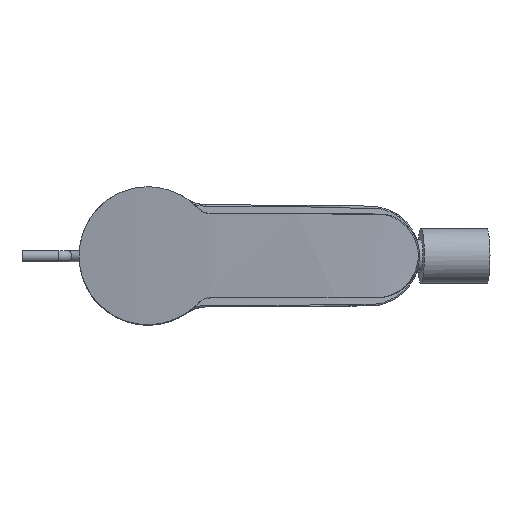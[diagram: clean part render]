
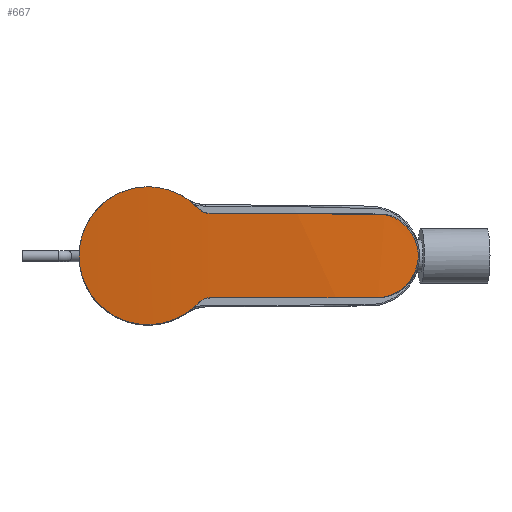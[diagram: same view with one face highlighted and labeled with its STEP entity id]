
A CAD part, top view. The second image highlights one B-rep face of the part: STEP entity #667.
In plain terms, the highlighted free-form (B-spline) face has degree [3, 1] with [4, 2] control points.
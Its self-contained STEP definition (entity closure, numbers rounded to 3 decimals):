
#258=ORIENTED_EDGE('',*,*,#350,.T.);
#259=ORIENTED_EDGE('',*,*,#343,.T.);
#260=ORIENTED_EDGE('',*,*,#335,.T.);
#261=ORIENTED_EDGE('',*,*,#347,.F.);
#335=EDGE_CURVE('',#406,#405,#465,.T.);
#343=EDGE_CURVE('',#411,#406,#472,.T.);
#347=EDGE_CURVE('',#413,#405,#476,.T.);
#350=EDGE_CURVE('',#413,#411,#479,.T.);
#405=VERTEX_POINT('',#2627);
#406=VERTEX_POINT('',#2660);
#411=VERTEX_POINT('',#2794);
#413=VERTEX_POINT('',#2820);
#465=B_SPLINE_CURVE_WITH_KNOTS('',3,(#2628,#2629,#2630,#2631,#2632,#2633,
#2634,#2635,#2636,#2637,#2638,#2639,#2640,#2641,#2642,#2643,#2644,#2645,
#2646,#2647,#2648,#2649,#2650,#2651,#2652,#2653,#2654,#2655,#2656,#2657,
#2658,#2659),.UNSPECIFIED.,.F.,.F.,(4,1,1,1,1,1,1,1,1,1,1,1,1,1,1,1,1,1,
1,1,1,1,1,1,1,1,1,1,1,4),(0.,0.007,0.011,0.015,
0.019,0.022,0.026,0.03,
0.034,0.037,0.041,0.045,
0.049,0.052,0.056,0.06,
0.063,0.067,0.071,0.075,
0.078,0.082,0.086,0.09,
0.097,0.101,0.105,0.108,
0.112,0.12),.UNSPECIFIED.);
#472=B_SPLINE_CURVE_WITH_KNOTS('',3,(#2790,#2791,#2792,#2793),
 .UNSPECIFIED.,.F.,.F.,(4,4),(0.,0.005),.UNSPECIFIED.);
#476=B_SPLINE_CURVE_WITH_KNOTS('',3,(#2822,#2823,#2824,#2825),
 .UNSPECIFIED.,.F.,.F.,(4,4),(0.,0.005),.UNSPECIFIED.);
#479=B_SPLINE_CURVE_WITH_KNOTS('',3,(#2986,#2987,#2988,#2989,#2990,#2991,
#2992,#2993,#2994,#2995,#2996,#2997,#2998,#2999,#3000,#3001,#3002,#3003,
#3004,#3005,#3006,#3007,#3008,#3009,#3010,#3011,#3012,#3013,#3014,#3015,
#3016,#3017,#3018,#3019),.UNSPECIFIED.,.F.,.F.,(4,1,1,1,1,1,1,1,1,1,1,1,
1,1,1,1,1,1,1,1,1,1,1,1,1,1,1,1,1,1,1,4),(0.,0.011,0.021,
0.032,0.037,0.042,0.047,
0.053,0.058,0.061,0.063,
0.066,0.069,0.074,0.079,
0.084,0.09,0.095,0.098,
0.1,0.103,0.105,0.108,
0.111,0.116,0.121,0.127,
0.132,0.137,0.148,0.158,
0.169),.UNSPECIFIED.);
#544=EDGE_LOOP('',(#258,#259,#260,#261));
#609=FACE_BOUND('',#544,.T.);
#620=B_SPLINE_SURFACE_WITH_KNOTS('',3,1,((#3020,#3021),(#3022,#3023),(#3024,
#3025),(#3026,#3027)),.SURF_OF_LINEAR_EXTRUSION.,.F.,.F.,.F.,(4,4),(2,2),
(0.072,0.995),(0.,1.),.PIECEWISE_BEZIER_KNOTS.);
#667=ADVANCED_FACE('',(#609),#620,.T.);
#2627=CARTESIAN_POINT('',(18.197,-17.155,137.15));
#2628=CARTESIAN_POINT('',(18.197,17.155,137.15));
#2629=CARTESIAN_POINT('',(16.471,18.988,136.923));
#2630=CARTESIAN_POINT('',(13.525,21.262,136.526));
#2631=CARTESIAN_POINT('',(8.982,23.399,135.88));
#2632=CARTESIAN_POINT('',(5.452,24.474,135.363));
#2633=CARTESIAN_POINT('',(1.729,25.034,134.8));
#2634=CARTESIAN_POINT('',(-1.948,25.014,134.227));
#2635=CARTESIAN_POINT('',(-5.64,24.428,133.636));
#2636=CARTESIAN_POINT('',(-9.18,23.314,133.055));
#2637=CARTESIAN_POINT('',(-12.53,21.708,132.495));
#2638=CARTESIAN_POINT('',(-15.634,19.612,131.965));
#2639=CARTESIAN_POINT('',(-18.35,17.113,131.496));
#2640=CARTESIAN_POINT('',(-20.7,14.145,131.085));
#2641=CARTESIAN_POINT('',(-22.549,10.926,130.759));
#2642=CARTESIAN_POINT('',(-23.942,7.397,130.513));
#2643=CARTESIAN_POINT('',(-24.791,3.763,130.362));
#2644=CARTESIAN_POINT('',(-25.093,-0.002,130.308));
#2645=CARTESIAN_POINT('',(-24.792,-3.758,130.362));
#2646=CARTESIAN_POINT('',(-23.94,-7.405,130.513));
#2647=CARTESIAN_POINT('',(-22.549,-10.924,130.759));
#2648=CARTESIAN_POINT('',(-20.697,-14.151,131.086));
#2649=CARTESIAN_POINT('',(-18.347,-17.115,131.496));
#2650=CARTESIAN_POINT('',(-15.633,-19.615,131.966));
#2651=CARTESIAN_POINT('',(-12.513,-21.717,132.497));
#2652=CARTESIAN_POINT('',(-8.064,-23.85,133.242));
#2653=CARTESIAN_POINT('',(-3.177,-25.009,134.035));
#2654=CARTESIAN_POINT('',(1.749,-25.033,134.803));
#2655=CARTESIAN_POINT('',(5.463,-24.471,135.364));
#2656=CARTESIAN_POINT('',(8.997,-23.394,135.882));
#2657=CARTESIAN_POINT('',(13.544,-21.249,136.528));
#2658=CARTESIAN_POINT('',(16.47,-18.989,136.923));
#2659=CARTESIAN_POINT('',(18.197,-17.155,137.15));
#2660=CARTESIAN_POINT('',(18.197,17.155,137.15));
#2790=CARTESIAN_POINT('',(22.559,15.268,137.71));
#2791=CARTESIAN_POINT('',(20.919,15.269,137.505));
#2792=CARTESIAN_POINT('',(19.326,15.956,137.299));
#2793=CARTESIAN_POINT('',(18.197,17.155,137.15));
#2794=CARTESIAN_POINT('',(22.56,15.268,137.703));
#2820=CARTESIAN_POINT('',(22.56,-15.268,137.71));
#2822=CARTESIAN_POINT('',(22.56,-15.268,137.71));
#2823=CARTESIAN_POINT('',(20.919,-15.269,137.505));
#2824=CARTESIAN_POINT('',(19.326,-15.956,137.299));
#2825=CARTESIAN_POINT('',(18.197,-17.155,137.15));
#2986=CARTESIAN_POINT('',(22.56,-15.268,137.71));
#2987=CARTESIAN_POINT('',(26.054,-15.265,138.148));
#2988=CARTESIAN_POINT('',(33.046,-15.257,138.968));
#2989=CARTESIAN_POINT('',(43.546,-15.244,140.022));
#2990=CARTESIAN_POINT('',(52.309,-15.236,140.739));
#2991=CARTESIAN_POINT('',(59.327,-15.236,141.21));
#2992=CARTESIAN_POINT('',(64.594,-15.242,141.51));
#2993=CARTESIAN_POINT('',(69.865,-15.258,141.753));
#2994=CARTESIAN_POINT('',(75.141,-15.282,141.938));
#2995=CARTESIAN_POINT('',(79.542,-15.313,142.043));
#2996=CARTESIAN_POINT('',(83.063,-15.258,142.094));
#2997=CARTESIAN_POINT('',(85.688,-15.036,142.117));
#2998=CARTESIAN_POINT('',(88.266,-14.347,142.124));
#2999=CARTESIAN_POINT('',(91.402,-12.769,142.113));
#3000=CARTESIAN_POINT('',(94.73,-9.771,142.073));
#3001=CARTESIAN_POINT('',(97.383,-5.144,142.017));
#3002=CARTESIAN_POINT('',(98.342,0.11,141.993));
#3003=CARTESIAN_POINT('',(97.301,5.374,142.019));
#3004=CARTESIAN_POINT('',(95.012,9.212,142.066));
#3005=CARTESIAN_POINT('',(92.564,11.72,142.099));
#3006=CARTESIAN_POINT('',(90.414,13.289,142.117));
#3007=CARTESIAN_POINT('',(88.048,14.427,142.124));
#3008=CARTESIAN_POINT('',(85.475,15.068,142.116));
#3009=CARTESIAN_POINT('',(82.836,15.266,142.092));
#3010=CARTESIAN_POINT('',(79.335,15.312,142.038));
#3011=CARTESIAN_POINT('',(74.95,15.281,141.933));
#3012=CARTESIAN_POINT('',(69.693,15.257,141.746));
#3013=CARTESIAN_POINT('',(64.438,15.242,141.501));
#3014=CARTESIAN_POINT('',(59.189,15.236,141.202));
#3015=CARTESIAN_POINT('',(52.195,15.236,140.731));
#3016=CARTESIAN_POINT('',(43.464,15.245,140.014));
#3017=CARTESIAN_POINT('',(33.003,15.257,138.963));
#3018=CARTESIAN_POINT('',(26.039,15.265,138.146));
#3019=CARTESIAN_POINT('',(22.559,15.268,137.71));
#3020=CARTESIAN_POINT('',(-25.552,-25.473,130.226));
#3021=CARTESIAN_POINT('',(-25.552,25.462,130.226));
#3022=CARTESIAN_POINT('',(5.025,-25.473,135.676));
#3023=CARTESIAN_POINT('',(5.025,25.462,135.676));
#3024=CARTESIAN_POINT('',(51.135,-25.473,143.257));
#3025=CARTESIAN_POINT('',(51.135,25.462,143.257));
#3026=CARTESIAN_POINT('',(98.888,-25.473,141.979));
#3027=CARTESIAN_POINT('',(98.888,25.462,141.979));
